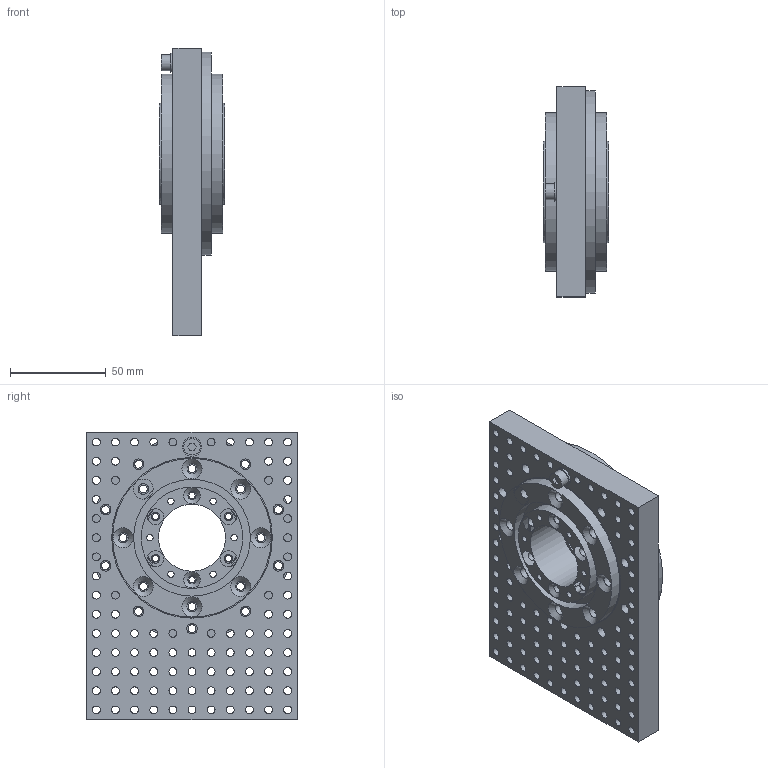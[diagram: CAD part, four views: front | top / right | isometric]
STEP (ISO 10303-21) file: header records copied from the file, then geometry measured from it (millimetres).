
FILE_DESCRIPTION(/* description */ (''),/* implementation_level */ '2;1');
FILE_NAME(/* name */ 'Base Plate v30.step',/* time_stamp */ '2023-03-30T10:47:33-04:00',/* author */ (''),/* organization */ (''),/* preprocessor_version */ 'ST-DEVELOPER v19.2',/* originating_system */ 'Autodesk Translation Framework v11.17.0.187',/* authorisation */ '');
FILE_SCHEMA (('AUTOMOTIVE_DESIGN { 1 0 10303 214 3 1 1 }'));
Length unit declared in the file: millimetre
Products named in the file (6): Base Plate; HW_M5x20-SHCS; HW_M5-Washer; 6810 50x65x7 Bearing; Default Bearing Back; Default Bearing Tube
Assembly tree (6 placements, depth 2):
  Base Plate
    HW_M5x20-SHCS
    HW_M5-Washer
    6810 50x65x7 Bearing  x2
    Default Bearing Back
    Default Bearing Tube
Bounding box: 34 x 110 x 150 mm (x, y, z)
Volume: 278449.7 mm3; surface area: 124960.5 mm2
Topology: 12 solids, 12 shells, 276 faces, 688 edges, 449 vertices
Faces by surface type: cylinder 192, plane 47, cone 37
Full cylindrical faces by diameter (mm): 3.3 x12, 4.1 x108, 4.5 x12, 4.9 x1, 5.3 x1, 5.5 x26, 8.5 x1, 10 x1, 35 x2, 50 x4, 50.5 x1, 53 x6, 54 x1, 61 x3, 62 x4, 64.5 x1, 65 x3, 83 x3, 84 x1, 106 x1
Entity records: 8876 total; most frequent: DIRECTION 1611, CARTESIAN_POINT 1359, ORIENTED_EDGE 1316, AXIS2_PLACEMENT_3D 681, EDGE_CURVE 658, EDGE_LOOP 605, VERTEX_POINT 429, CIRCLE 409
